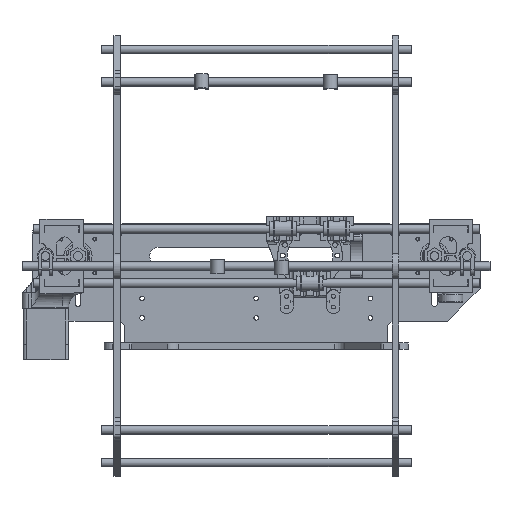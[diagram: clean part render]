
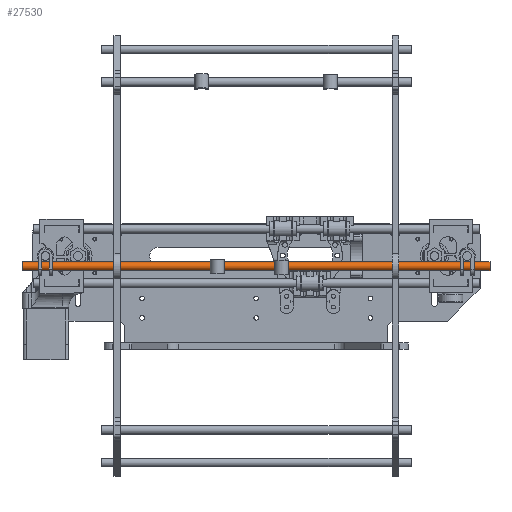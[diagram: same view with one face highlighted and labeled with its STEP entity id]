
A CAD part, front view. The second image highlights one B-rep face of the part: STEP entity #27530.
In plain terms, the highlighted cylindrical face has radius 4 mm (diameter 8 mm), a full revolution.
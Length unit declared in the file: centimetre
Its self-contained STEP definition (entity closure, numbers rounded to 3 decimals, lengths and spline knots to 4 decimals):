
#1479=CIRCLE('',#29590,0.4);
#1480=CIRCLE('',#29591,0.4);
#2187=CYLINDRICAL_SURFACE('',#29589,0.4);
#3079=VERTEX_POINT('',#40472);
#3080=VERTEX_POINT('',#40474);
#11606=EDGE_CURVE('',#3079,#3079,#1479,.T.);
#11607=EDGE_CURVE('',#3080,#3080,#1480,.T.);
#16639=ORIENTED_EDGE('',*,*,#11606,.T.);
#16640=ORIENTED_EDGE('',*,*,#11607,.T.);
#23501=EDGE_LOOP('',(#16639));
#23502=EDGE_LOOP('',(#16640));
#25589=FACE_BOUND('',#23501,.T.);
#25590=FACE_BOUND('',#23502,.T.);
#27530=ADVANCED_FACE('',(#25589,#25590),#2187,.T.);
#29589=AXIS2_PLACEMENT_3D('',#40470,#33297,#33298);
#29590=AXIS2_PLACEMENT_3D('',#40471,#33299,#33300);
#29591=AXIS2_PLACEMENT_3D('',#40473,#33301,#33302);
#33297=DIRECTION('',(1.,0.,0.));
#33298=DIRECTION('',(0.,0.,-0.4));
#33299=DIRECTION('',(-1.,0.,0.));
#33300=DIRECTION('',(0.,0.,-0.4));
#33301=DIRECTION('',(1.,0.,0.));
#33302=DIRECTION('',(0.,0.,-0.4));
#40470=CARTESIAN_POINT('',(-21.5,-27.6,7.65));
#40471=CARTESIAN_POINT('',(21.5,-27.6,7.65));
#40472=CARTESIAN_POINT('',(21.5,-27.6,7.25));
#40473=CARTESIAN_POINT('',(-21.5,-27.6,7.65));
#40474=CARTESIAN_POINT('',(-21.5,-27.6,7.25));
